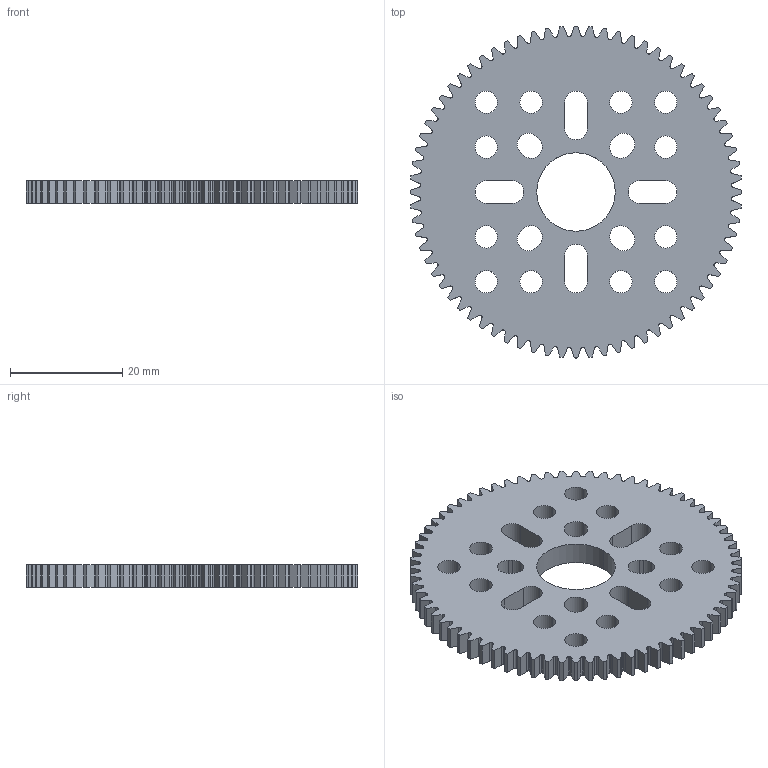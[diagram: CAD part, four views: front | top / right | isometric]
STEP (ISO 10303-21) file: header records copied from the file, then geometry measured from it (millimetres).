
FILE_DESCRIPTION (( 'STEP AP203' ), '1' );
FILE_NAME ('2312-0014-0072.STEP', '2019-08-22T16:05:23', ( '' ), ( '' ), 'SwSTEP 2.0', 'SolidWorks 2016', '' );
FILE_SCHEMA (( 'CONFIG_CONTROL_DESIGN' ));
Length unit declared in the file: millimetre
Products named in the file (1): 2312-0014-0072
Bounding box: 59.2 x 59.2 x 4 mm (x, y, z)
Volume: 8423.6 mm3; surface area: 6978.9 mm2
Topology: 1 solids, 1 shells, 643 faces, 1923 edges, 1282 vertices
Faces by surface type: bspline 288, cylinder 193, plane 162
Entity records: 30940 total; most frequent: CARTESIAN_POINT 15081, ORIENTED_EDGE 3846, DIRECTION 2445, EDGE_CURVE 1923, VERTEX_POINT 1282, LINE 961, VECTOR 961, AXIS2_PLACEMENT_3D 742
